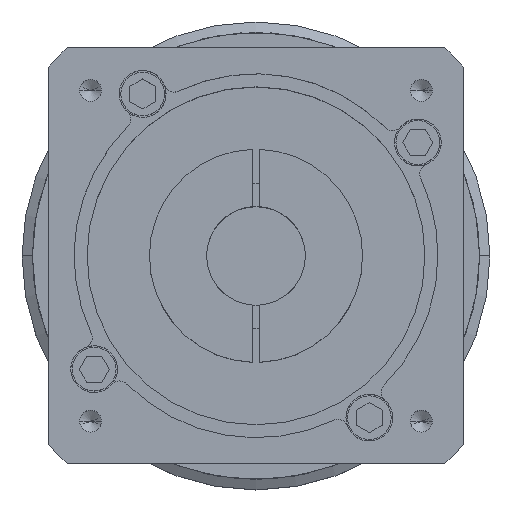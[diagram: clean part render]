
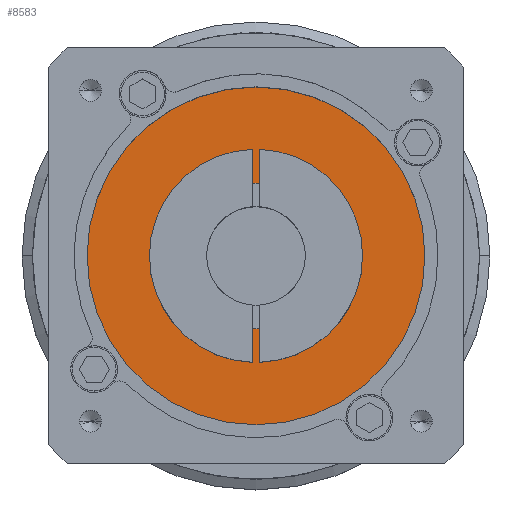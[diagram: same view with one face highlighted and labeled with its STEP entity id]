
A CAD part, top view. The second image highlights one B-rep face of the part: STEP entity #8583.
In plain terms, the highlighted planar face has unit normal (0, 0, 1).
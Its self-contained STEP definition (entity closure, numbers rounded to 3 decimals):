
#60 = DIRECTION ( 'NONE',  ( 1., 0., 0. ) ) ;
#144 = AXIS2_PLACEMENT_3D ( 'NONE', #9231, #4643, #60 ) ;
#234 = DIRECTION ( 'NONE',  ( 1., 0., 0. ) ) ;
#310 = CARTESIAN_POINT ( 'NONE',  ( 0., 0., 130. ) ) ;
#372 = FACE_BOUND ( 'NONE', #6242, .T. ) ;
#919 = CARTESIAN_POINT ( 'NONE',  ( 32.5, 0., 130. ) ) ;
#1020 = CARTESIAN_POINT ( 'NONE',  ( 14., 0., 130. ) ) ;
#1081 = DIRECTION ( 'NONE',  ( 1., 0., 0. ) ) ;
#1252 = ORIENTED_EDGE ( 'NONE', *, *, #9060, .F. ) ;
#1359 = ORIENTED_EDGE ( 'NONE', *, *, #8938, .T. ) ;
#1434 = VERTEX_POINT ( 'NONE', #6786 ) ;
#1786 = CARTESIAN_POINT ( 'NONE',  ( 0., 0., 130. ) ) ;
#2014 = EDGE_CURVE ( 'NONE', #1434, #4570, #8661, .T. ) ;
#2423 = FACE_OUTER_BOUND ( 'NONE', #3887, .T. ) ;
#2496 = AXIS2_PLACEMENT_3D ( 'NONE', #310, #5649, #1081 ) ;
#2545 = DIRECTION ( 'NONE',  ( 1., 0., 0. ) ) ;
#2962 = DIRECTION ( 'NONE',  ( 0., 0., 1. ) ) ;
#3141 = CIRCLE ( 'NONE', #144, 32.5 ) ;
#3887 = EDGE_LOOP ( 'NONE', ( #1359, #8692 ) ) ;
#3977 = VERTEX_POINT ( 'NONE', #1020 ) ;
#4041 = CARTESIAN_POINT ( 'NONE',  ( 0., 0., 130. ) ) ;
#4354 = ORIENTED_EDGE ( 'NONE', *, *, #7124, .F. ) ;
#4570 = VERTEX_POINT ( 'NONE', #919 ) ;
#4643 = DIRECTION ( 'NONE',  ( 0., 0., 1. ) ) ;
#4812 = DIRECTION ( 'NONE',  ( 0., 0., 1. ) ) ;
#5005 = VERTEX_POINT ( 'NONE', #5317 ) ;
#5317 = CARTESIAN_POINT ( 'NONE',  ( -14., 0., 130. ) ) ;
#5649 = DIRECTION ( 'NONE',  ( 0., 0., 1. ) ) ;
#5653 = AXIS2_PLACEMENT_3D ( 'NONE', #4041, #4812, #234 ) ;
#6197 = AXIS2_PLACEMENT_3D ( 'NONE', #7547, #2962, #8317 ) ;
#6242 = EDGE_LOOP ( 'NONE', ( #1252, #4354 ) ) ;
#6786 = CARTESIAN_POINT ( 'NONE',  ( -32.5, 0., 130. ) ) ;
#6989 = CIRCLE ( 'NONE', #2496, 14. ) ;
#7124 = EDGE_CURVE ( 'NONE', #3977, #5005, #6989, .T. ) ;
#7126 = DIRECTION ( 'NONE',  ( 0., 0., 1. ) ) ;
#7340 = AXIS2_PLACEMENT_3D ( 'NONE', #1786, #7126, #2545 ) ;
#7547 = CARTESIAN_POINT ( 'NONE',  ( 0., 0., 130. ) ) ;
#8310 = CIRCLE ( 'NONE', #7340, 14. ) ;
#8317 = DIRECTION ( 'NONE',  ( 1., 0., 0. ) ) ;
#8583 = ADVANCED_FACE ( 'NONE', ( #2423, #372 ), #9370, .T. ) ;
#8661 = CIRCLE ( 'NONE', #6197, 32.5 ) ;
#8692 = ORIENTED_EDGE ( 'NONE', *, *, #2014, .T. ) ;
#8938 = EDGE_CURVE ( 'NONE', #4570, #1434, #3141, .T. ) ;
#9060 = EDGE_CURVE ( 'NONE', #5005, #3977, #8310, .T. ) ;
#9231 = CARTESIAN_POINT ( 'NONE',  ( 0., 0., 130. ) ) ;
#9370 = PLANE ( 'NONE',  #5653 ) ;
